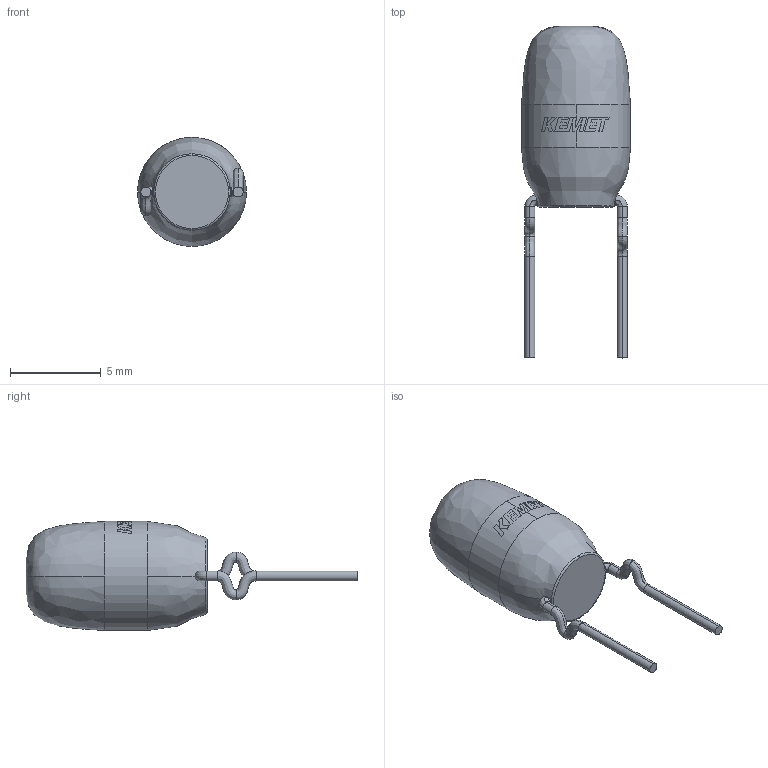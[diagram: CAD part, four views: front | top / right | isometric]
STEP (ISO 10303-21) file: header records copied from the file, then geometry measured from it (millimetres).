
FILE_DESCRIPTION (( 'STEP AP214' ), '1' );
FILE_NAME ('CTR_T352_D6H12.7S5.08LL5.56F0.55.STEP', '2017-12-18T15:40:55', ( '' ), ( '' ), 'SwSTEP 2.0', 'SolidWorks 2014', '' );
FILE_SCHEMA (( 'AUTOMOTIVE_DESIGN' ));
Length unit declared in the file: millimetre
Products named in the file (1): CTR_T352_D6H12.7S5.08LL5.56F0.55
Bounding box: 6 x 18.26 x 6 mm (x, y, z)
Volume: 242.9 mm3; surface area: 235.6 mm2
Topology: 1 solids, 1 shells, 95 faces, 253 edges, 162 vertices
Faces by surface type: bspline 51, plane 26, cylinder 16, torus 2
Entity records: 5767 total; most frequent: CARTESIAN_POINT 2737, ORIENTED_EDGE 506, DIRECTION 272, EDGE_CURVE 253, VERTEX_POINT 162, B_SPLINE_CURVE_WITH_KNOTS 145, AXIS2_PLACEMENT_3D 127, UNCERTAINTY_MEASURE_WITH_UNIT 98
